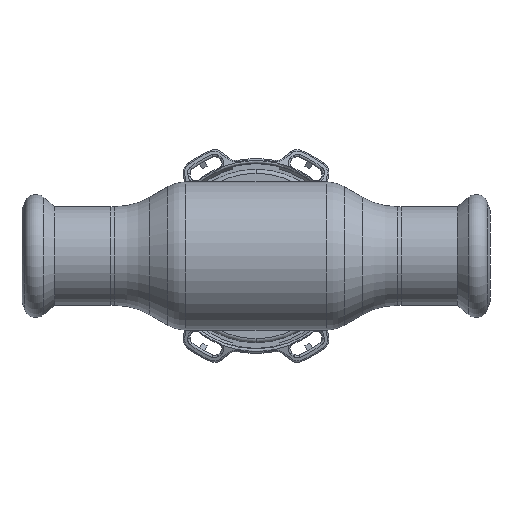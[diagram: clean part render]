
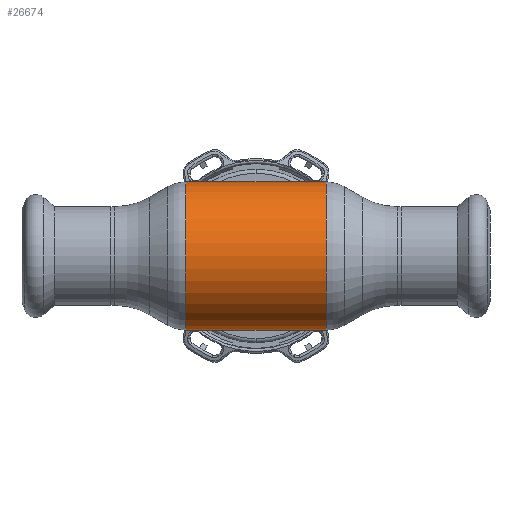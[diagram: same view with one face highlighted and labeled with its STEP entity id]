
A CAD part, front view. The second image highlights one B-rep face of the part: STEP entity #26674.
In plain terms, the highlighted cylindrical face has radius 19 mm (diameter 38 mm), a partial arc.
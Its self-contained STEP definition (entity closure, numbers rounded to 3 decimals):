
#994 = DIRECTION ( 'NONE',  ( -1., 0., 0. ) ) ;
#1336 = DIRECTION ( 'NONE',  ( -1., 0., 0. ) ) ;
#2852 = CYLINDRICAL_SURFACE ( 'NONE', #24363, 19. ) ;
#7130 = VECTOR ( 'NONE', #35355, 1000. ) ;
#8052 = AXIS2_PLACEMENT_3D ( 'NONE', #34609, #1336, #15537 ) ;
#9079 = LINE ( 'NONE', #12003, #24422 ) ;
#10072 = DIRECTION ( 'NONE',  ( -1., 0., 0. ) ) ;
#10727 = VERTEX_POINT ( 'NONE', #29026 ) ;
#10936 = CARTESIAN_POINT ( 'NONE',  ( -18.088, 0., -19. ) ) ;
#11316 = CARTESIAN_POINT ( 'NONE',  ( 18.088, 0., 19. ) ) ;
#12003 = CARTESIAN_POINT ( 'NONE',  ( -62.69, 0., 19. ) ) ;
#13836 = VERTEX_POINT ( 'NONE', #11316 ) ;
#14061 = CIRCLE ( 'NONE', #32602, 19. ) ;
#15025 = DIRECTION ( 'NONE',  ( 0., 0., 1. ) ) ;
#15537 = DIRECTION ( 'NONE',  ( 0., 0., 1. ) ) ;
#15933 = LINE ( 'NONE', #16476, #7130 ) ;
#16199 = ORIENTED_EDGE ( 'NONE', *, *, #20851, .T. ) ;
#16476 = CARTESIAN_POINT ( 'NONE',  ( -62.69, 0., -19. ) ) ;
#16552 = ORIENTED_EDGE ( 'NONE', *, *, #22895, .F. ) ;
#20851 = EDGE_CURVE ( 'NONE', #10727, #13836, #14061, .T. ) ;
#21167 = DIRECTION ( 'NONE',  ( 0., 0., 1. ) ) ;
#21343 = CARTESIAN_POINT ( 'NONE',  ( 18.088, 0., 0. ) ) ;
#22309 = ORIENTED_EDGE ( 'NONE', *, *, #30812, .F. ) ;
#22895 = EDGE_CURVE ( 'NONE', #10727, #23431, #15933, .T. ) ;
#23431 = VERTEX_POINT ( 'NONE', #10936 ) ;
#24363 = AXIS2_PLACEMENT_3D ( 'NONE', #28495, #994, #15025 ) ;
#24422 = VECTOR ( 'NONE', #34126, 1000. ) ;
#24734 = ORIENTED_EDGE ( 'NONE', *, *, #33422, .T. ) ;
#25077 = FACE_OUTER_BOUND ( 'NONE', #29208, .T. ) ;
#26674 = ADVANCED_FACE ( 'NONE', ( #25077 ), #2852, .T. ) ;
#27270 = CARTESIAN_POINT ( 'NONE',  ( -18.088, 0., 19. ) ) ;
#28495 = CARTESIAN_POINT ( 'NONE',  ( -62.69, 0., 0. ) ) ;
#29026 = CARTESIAN_POINT ( 'NONE',  ( 18.088, 0., -19. ) ) ;
#29208 = EDGE_LOOP ( 'NONE', ( #16552, #16199, #24734, #22309 ) ) ;
#30812 = EDGE_CURVE ( 'NONE', #23431, #32124, #31799, .T. ) ;
#31799 = CIRCLE ( 'NONE', #8052, 19. ) ;
#32124 = VERTEX_POINT ( 'NONE', #27270 ) ;
#32602 = AXIS2_PLACEMENT_3D ( 'NONE', #21343, #10072, #21167 ) ;
#33422 = EDGE_CURVE ( 'NONE', #13836, #32124, #9079, .T. ) ;
#34126 = DIRECTION ( 'NONE',  ( -1., 0., 0. ) ) ;
#34609 = CARTESIAN_POINT ( 'NONE',  ( -18.088, 0., 0. ) ) ;
#35355 = DIRECTION ( 'NONE',  ( -1., 0., 0. ) ) ;
